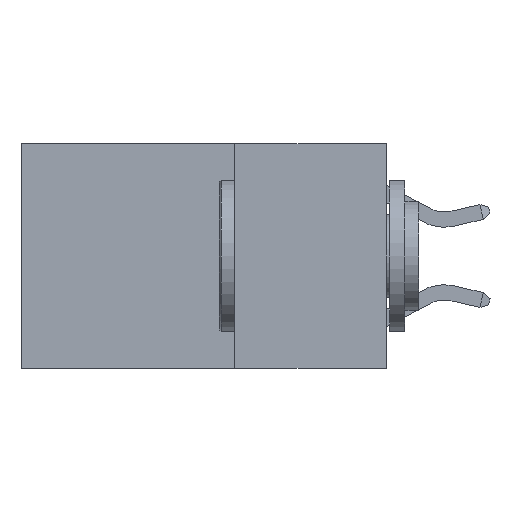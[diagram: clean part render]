
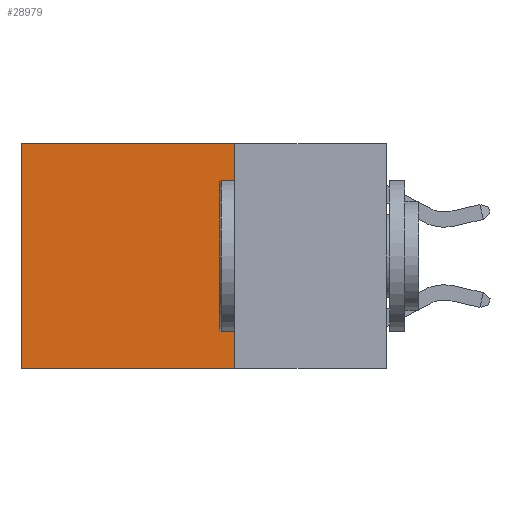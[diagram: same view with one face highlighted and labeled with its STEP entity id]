
A CAD part, left-side view. The second image highlights one B-rep face of the part: STEP entity #28979.
In plain terms, the highlighted planar face has unit normal (-1, 0, 0).
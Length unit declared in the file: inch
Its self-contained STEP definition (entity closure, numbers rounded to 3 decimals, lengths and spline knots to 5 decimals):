
#685 = DIRECTION ( 'NONE',  ( 1., 0., 0. ) ) ;
#1296 = VECTOR ( 'NONE', #14769, 39.37008 ) ;
#1388 = DIRECTION ( 'NONE',  ( 0., 0., -1. ) ) ;
#2929 = DIRECTION ( 'NONE',  ( 0., 1., 0. ) ) ;
#3162 = CARTESIAN_POINT ( 'NONE',  ( 0.2625, 0.6, 0. ) ) ;
#3566 = VECTOR ( 'NONE', #18876, 39.37008 ) ;
#5134 = CARTESIAN_POINT ( 'NONE',  ( 0.2625, 0.25, 0. ) ) ;
#5300 = EDGE_LOOP ( 'NONE', ( #14595, #24648, #11358, #5770 ) ) ;
#5770 = ORIENTED_EDGE ( 'NONE', *, *, #20697, .T. ) ;
#6559 = VERTEX_POINT ( 'NONE', #17312 ) ;
#7368 = VERTEX_POINT ( 'NONE', #3162 ) ;
#8198 = CARTESIAN_POINT ( 'NONE',  ( 0.2625, 0.25, 0. ) ) ;
#9146 = EDGE_CURVE ( 'NONE', #32334, #30542, #16888, .T. ) ;
#11335 = LINE ( 'NONE', #17937, #30509 ) ;
#11358 = ORIENTED_EDGE ( 'NONE', *, *, #9146, .F. ) ;
#11496 = CARTESIAN_POINT ( 'NONE',  ( 0.2625, 0.25, -0.37 ) ) ;
#13544 = LINE ( 'NONE', #13909, #19419 ) ;
#13909 = CARTESIAN_POINT ( 'NONE',  ( 0.2625, 0.6, 0. ) ) ;
#14595 = ORIENTED_EDGE ( 'NONE', *, *, #23877, .T. ) ;
#14769 = DIRECTION ( 'NONE',  ( 0., 1., 0. ) ) ;
#15915 = AXIS2_PLACEMENT_3D ( 'NONE', #8198, #685, #18247 ) ;
#16353 = CARTESIAN_POINT ( 'NONE',  ( 0.2625, 0.25, 0. ) ) ;
#16888 = LINE ( 'NONE', #16353, #3566 ) ;
#17312 = CARTESIAN_POINT ( 'NONE',  ( 0.2625, 0.6, -0.37 ) ) ;
#17837 = EDGE_CURVE ( 'NONE', #30542, #6559, #11335, .T. ) ;
#17937 = CARTESIAN_POINT ( 'NONE',  ( 0.2625, 0.25, -0.37 ) ) ;
#18247 = DIRECTION ( 'NONE',  ( 0., 0., -1. ) ) ;
#18876 = DIRECTION ( 'NONE',  ( 0., 0., -1. ) ) ;
#19419 = VECTOR ( 'NONE', #1388, 39.37008 ) ;
#20530 = LINE ( 'NONE', #32281, #1296 ) ;
#20697 = EDGE_CURVE ( 'NONE', #32334, #7368, #20530, .T. ) ;
#23877 = EDGE_CURVE ( 'NONE', #7368, #6559, #13544, .T. ) ;
#24648 = ORIENTED_EDGE ( 'NONE', *, *, #17837, .F. ) ;
#28979 = ADVANCED_FACE ( 'NONE', ( #31267 ), #30743, .F. ) ;
#30509 = VECTOR ( 'NONE', #2929, 39.37008 ) ;
#30542 = VERTEX_POINT ( 'NONE', #11496 ) ;
#30743 = PLANE ( 'NONE',  #15915 ) ;
#31267 = FACE_OUTER_BOUND ( 'NONE', #5300, .T. ) ;
#32281 = CARTESIAN_POINT ( 'NONE',  ( 0.2625, 0.25, 0. ) ) ;
#32334 = VERTEX_POINT ( 'NONE', #5134 ) ;
